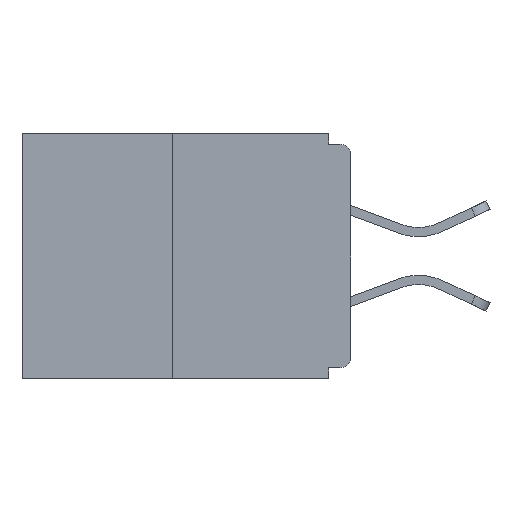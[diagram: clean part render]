
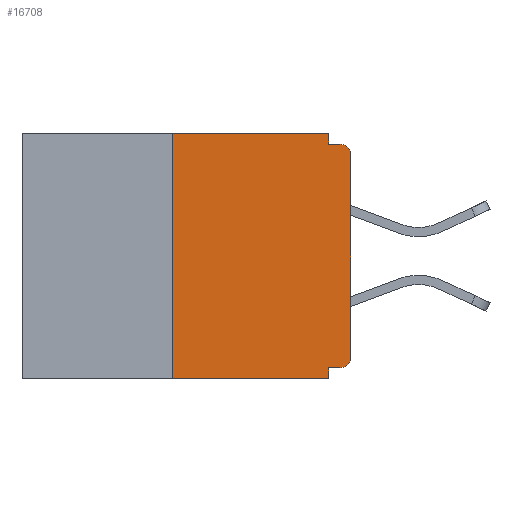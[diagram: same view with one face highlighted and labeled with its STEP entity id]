
A CAD part, left-side view. The second image highlights one B-rep face of the part: STEP entity #16708.
In plain terms, the highlighted planar face has unit normal (-1, 0, 0).
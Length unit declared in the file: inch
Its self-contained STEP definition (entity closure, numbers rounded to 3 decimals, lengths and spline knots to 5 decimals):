
#126 = ORIENTED_EDGE ( 'NONE', *, *, #14156, .F. ) ;
#287 = CARTESIAN_POINT ( 'NONE',  ( 0., 0., -0.328 ) ) ;
#482 = CARTESIAN_POINT ( 'NONE',  ( 0., 0.25, 0. ) ) ;
#677 = EDGE_LOOP ( 'NONE', ( #126, #11667, #6091, #9867, #13097, #11287, #18340, #16397, #4979, #14823 ) ) ;
#786 = VERTEX_POINT ( 'NONE', #17165 ) ;
#1030 = EDGE_CURVE ( 'NONE', #10555, #18404, #11294, .T. ) ;
#1125 = VERTEX_POINT ( 'NONE', #23517 ) ;
#1566 = VERTEX_POINT ( 'NONE', #21316 ) ;
#1810 = CARTESIAN_POINT ( 'NONE',  ( 0., 0.015, -0.015 ) ) ;
#1913 = PLANE ( 'NONE',  #2734 ) ;
#2192 = LINE ( 'NONE', #20788, #3612 ) ;
#2242 = CARTESIAN_POINT ( 'NONE',  ( 0., 0., -0.313 ) ) ;
#2582 = CARTESIAN_POINT ( 'NONE',  ( 0., 0.031, 0. ) ) ;
#2734 = AXIS2_PLACEMENT_3D ( 'NONE', #11573, #11428, #5581 ) ;
#3309 = CARTESIAN_POINT ( 'NONE',  ( 0., 0.25, 0. ) ) ;
#3476 = CARTESIAN_POINT ( 'NONE',  ( 0., 0.015, -0.03 ) ) ;
#3612 = VECTOR ( 'NONE', #17468, 39.37008 ) ;
#3712 = CARTESIAN_POINT ( 'NONE',  ( 0., 0.015, -0.328 ) ) ;
#3959 = VERTEX_POINT ( 'NONE', #2582 ) ;
#4750 = CARTESIAN_POINT ( 'NONE',  ( 0., 0.46, -0.343 ) ) ;
#4979 = ORIENTED_EDGE ( 'NONE', *, *, #24498, .F. ) ;
#5249 = VERTEX_POINT ( 'NONE', #3309 ) ;
#5581 = DIRECTION ( 'NONE',  ( 0., 0., -1. ) ) ;
#5787 = EDGE_CURVE ( 'NONE', #18404, #19618, #8215, .T. ) ;
#5828 = CARTESIAN_POINT ( 'NONE',  ( 0., 0.015, -0.313 ) ) ;
#6091 = ORIENTED_EDGE ( 'NONE', *, *, #23143, .T. ) ;
#7016 = AXIS2_PLACEMENT_3D ( 'NONE', #5828, #17322, #19187 ) ;
#7693 = VECTOR ( 'NONE', #22461, 39.37008 ) ;
#7967 = VERTEX_POINT ( 'NONE', #21216 ) ;
#8215 = CIRCLE ( 'NONE', #21623, 0.015 ) ;
#9227 = DIRECTION ( 'NONE',  ( -1., 0., 0. ) ) ;
#9728 = VECTOR ( 'NONE', #10142, 39.37008 ) ;
#9794 = DIRECTION ( 'NONE',  ( 0., 1., 0. ) ) ;
#9867 = ORIENTED_EDGE ( 'NONE', *, *, #20297, .F. ) ;
#9951 = VERTEX_POINT ( 'NONE', #3712 ) ;
#10142 = DIRECTION ( 'NONE',  ( 0., 0., -1. ) ) ;
#10555 = VERTEX_POINT ( 'NONE', #2242 ) ;
#10720 = CARTESIAN_POINT ( 'NONE',  ( 0., 0., -0.015 ) ) ;
#10738 = LINE ( 'NONE', #287, #15195 ) ;
#10980 = FACE_OUTER_BOUND ( 'NONE', #677, .T. ) ;
#11287 = ORIENTED_EDGE ( 'NONE', *, *, #16774, .T. ) ;
#11294 = LINE ( 'NONE', #15564, #20781 ) ;
#11428 = DIRECTION ( 'NONE',  ( 1., 0., 0. ) ) ;
#11573 = CARTESIAN_POINT ( 'NONE',  ( 0., 0.46, 0. ) ) ;
#11667 = ORIENTED_EDGE ( 'NONE', *, *, #16929, .F. ) ;
#11715 = VECTOR ( 'NONE', #24027, 39.37008 ) ;
#12157 = CIRCLE ( 'NONE', #7016, 0.015 ) ;
#12765 = LINE ( 'NONE', #19970, #7693 ) ;
#13097 = ORIENTED_EDGE ( 'NONE', *, *, #15639, .F. ) ;
#14156 = EDGE_CURVE ( 'NONE', #5249, #3959, #2192, .T. ) ;
#14415 = VECTOR ( 'NONE', #22397, 39.37008 ) ;
#14823 = ORIENTED_EDGE ( 'NONE', *, *, #17862, .F. ) ;
#15195 = VECTOR ( 'NONE', #9794, 39.37008 ) ;
#15564 = CARTESIAN_POINT ( 'NONE',  ( 0., 0., 0. ) ) ;
#15639 = EDGE_CURVE ( 'NONE', #9951, #786, #10738, .T. ) ;
#16397 = ORIENTED_EDGE ( 'NONE', *, *, #5787, .T. ) ;
#16708 = ADVANCED_FACE ( 'NONE', ( #10980 ), #1913, .F. ) ;
#16774 = EDGE_CURVE ( 'NONE', #9951, #10555, #12157, .T. ) ;
#16929 = EDGE_CURVE ( 'NONE', #1125, #5249, #18950, .T. ) ;
#17165 = CARTESIAN_POINT ( 'NONE',  ( 0., 0.031, -0.328 ) ) ;
#17322 = DIRECTION ( 'NONE',  ( -1., 0., 0. ) ) ;
#17468 = DIRECTION ( 'NONE',  ( 0., -1., 0. ) ) ;
#17509 = VECTOR ( 'NONE', #17648, 39.37008 ) ;
#17648 = DIRECTION ( 'NONE',  ( 0., 0., 1. ) ) ;
#17862 = EDGE_CURVE ( 'NONE', #3959, #1566, #12765, .T. ) ;
#18340 = ORIENTED_EDGE ( 'NONE', *, *, #1030, .T. ) ;
#18404 = VERTEX_POINT ( 'NONE', #20034 ) ;
#18950 = LINE ( 'NONE', #482, #17509 ) ;
#19187 = DIRECTION ( 'NONE',  ( 0., 0., -1. ) ) ;
#19347 = DIRECTION ( 'NONE',  ( 0., 0., 1. ) ) ;
#19618 = VERTEX_POINT ( 'NONE', #1810 ) ;
#19970 = CARTESIAN_POINT ( 'NONE',  ( 0., 0.031, 0. ) ) ;
#20034 = CARTESIAN_POINT ( 'NONE',  ( 0., 0., -0.03 ) ) ;
#20297 = EDGE_CURVE ( 'NONE', #786, #7967, #21010, .T. ) ;
#20781 = VECTOR ( 'NONE', #19347, 39.37008 ) ;
#20788 = CARTESIAN_POINT ( 'NONE',  ( 0., 0.46, 0. ) ) ;
#21010 = LINE ( 'NONE', #23249, #9728 ) ;
#21216 = CARTESIAN_POINT ( 'NONE',  ( 0., 0.031, -0.343 ) ) ;
#21316 = CARTESIAN_POINT ( 'NONE',  ( 0., 0.031, -0.015 ) ) ;
#21623 = AXIS2_PLACEMENT_3D ( 'NONE', #3476, #9227, #22503 ) ;
#22105 = LINE ( 'NONE', #10720, #14415 ) ;
#22397 = DIRECTION ( 'NONE',  ( 0., -1., 0. ) ) ;
#22461 = DIRECTION ( 'NONE',  ( 0., 0., -1. ) ) ;
#22503 = DIRECTION ( 'NONE',  ( 0., 0., -1. ) ) ;
#23143 = EDGE_CURVE ( 'NONE', #1125, #7967, #24198, .T. ) ;
#23249 = CARTESIAN_POINT ( 'NONE',  ( 0., 0.031, -0.343 ) ) ;
#23517 = CARTESIAN_POINT ( 'NONE',  ( 0., 0.25, -0.343 ) ) ;
#24027 = DIRECTION ( 'NONE',  ( 0., -1., 0. ) ) ;
#24198 = LINE ( 'NONE', #4750, #11715 ) ;
#24498 = EDGE_CURVE ( 'NONE', #1566, #19618, #22105, .T. ) ;
